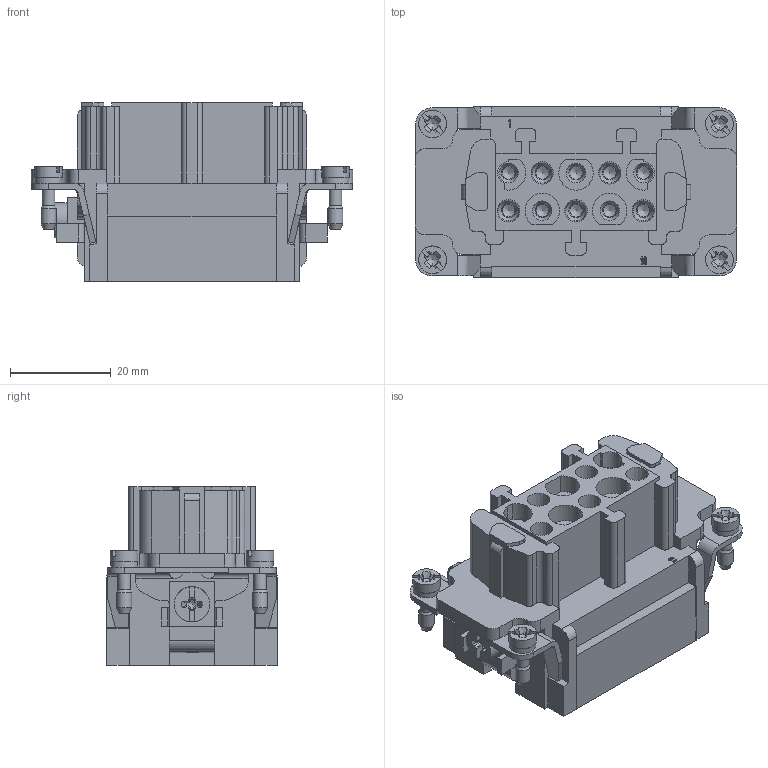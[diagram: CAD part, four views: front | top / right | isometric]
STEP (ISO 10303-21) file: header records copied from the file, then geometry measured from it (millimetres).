
FILE_DESCRIPTION(/* description */ (''),/* implementation_level */ '2;1');
FILE_NAME(/* name */ '100111983ugm000_d.stp',/* time_stamp */ '2019-04-15T15:14:47+02:00',/* author */ (''),/* organization */ (''),/* preprocessor_version */ 'ST-DEVELOPER v16.7',/* originating_system */ 'SIEMENS PLM Software NX 12.0',/* authorisation */ '');
FILE_SCHEMA (('AUTOMOTIVE_DESIGN { 1 0 10303 214 3 1 1 1 }'));
Length unit declared in the file: millimetre
Products named in the file (1): 100111983ugm000_d
Bounding box: 63.85 x 34 x 35.55 mm (x, y, z)
Volume: 38396.8 mm3; surface area: 15492 mm2
Topology: 1 solids, 1 shells, 907 faces, 3949 edges, 4524 vertices
Faces by surface type: plane 597, cylinder 155, cone 79, extrusion 66, torus 10
Full cylindrical faces by diameter (mm): 0.235 x1, 0.345 x1, 2.13 x2, 2.285 x2, 2.5 x4, 2.85 x10, 3 x4, 3.05 x10, 3.242 x1, 5.3 x4, 5.4 x10, 5.5 x4, 7 x1
Entity records: 45451 total; most frequent: CARTESIAN_POINT 10771, DIRECTION 4984, ORIENTED_EDGE 4660, EDGE_CURVE 2330, VECTOR 2148, LINE 2082, PRESENTATION_STYLE_ASSIGNMENT 1911, VERTEX_POINT 1640
